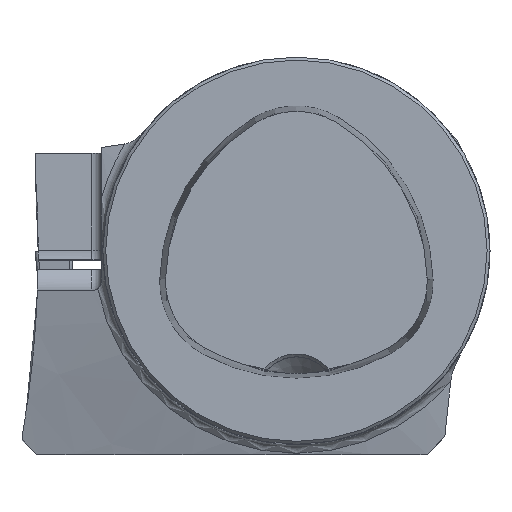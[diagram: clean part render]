
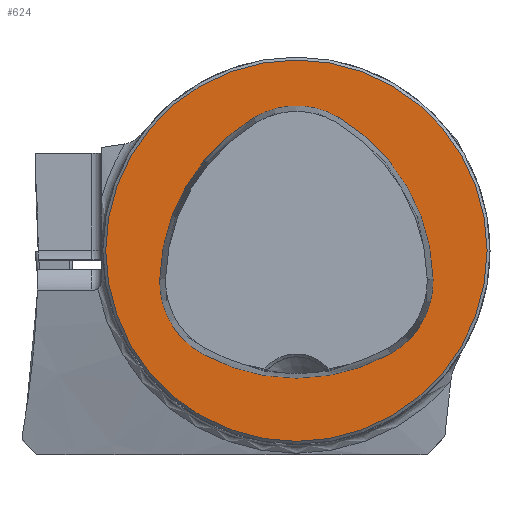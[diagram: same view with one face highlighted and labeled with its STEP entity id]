
A CAD part, top view. The second image highlights one B-rep face of the part: STEP entity #624.
In plain terms, the highlighted planar face has unit normal (0, 0, 1).
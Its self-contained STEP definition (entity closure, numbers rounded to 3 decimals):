
#110=FACE_BOUND('',#867,.T.);
#111=FACE_BOUND('',#868,.T.);
#138=PLANE('',#2355);
#624=ADVANCED_FACE('CU_FL_N1_SU_1',(#110,#111),#138,.T.);
#867=EDGE_LOOP('',(#1236,#1237,#1238,#1239,#1240,#1241));
#868=EDGE_LOOP('',(#1242));
#973=CIRCLE('',#2346,20.063);
#975=CIRCLE('',#2349,20.063);
#976=CIRCLE('',#2350,8.563);
#977=CIRCLE('',#2351,20.063);
#978=CIRCLE('',#2352,8.563);
#979=CIRCLE('',#2353,8.563);
#980=CIRCLE('',#2354,19.7);
#1236=ORIENTED_EDGE('',*,*,#2011,.F.);
#1237=ORIENTED_EDGE('',*,*,#2012,.F.);
#1238=ORIENTED_EDGE('',*,*,#2013,.F.);
#1239=ORIENTED_EDGE('',*,*,#2014,.F.);
#1240=ORIENTED_EDGE('',*,*,#2008,.F.);
#1241=ORIENTED_EDGE('',*,*,#2015,.F.);
#1242=ORIENTED_EDGE('',*,*,#2016,.T.);
#1765=VERTEX_POINT('',#3881);
#1766=VERTEX_POINT('',#3883);
#1768=VERTEX_POINT('',#3889);
#1769=VERTEX_POINT('',#3890);
#1770=VERTEX_POINT('',#3892);
#1771=VERTEX_POINT('',#3894);
#1772=VERTEX_POINT('',#3898);
#2008=EDGE_CURVE('',#1765,#1766,#973,.T.);
#2011=EDGE_CURVE('',#1768,#1769,#975,.T.);
#2012=EDGE_CURVE('',#1770,#1768,#976,.T.);
#2013=EDGE_CURVE('',#1771,#1770,#977,.T.);
#2014=EDGE_CURVE('',#1766,#1771,#978,.T.);
#2015=EDGE_CURVE('',#1769,#1765,#979,.T.);
#2016=EDGE_CURVE('',#1772,#1772,#980,.T.);
#2346=AXIS2_PLACEMENT_3D('',#3882,#2698,#2699);
#2349=AXIS2_PLACEMENT_3D('',#3888,#2705,#2706);
#2350=AXIS2_PLACEMENT_3D('',#3891,#2707,#2708);
#2351=AXIS2_PLACEMENT_3D('',#3893,#2709,#2710);
#2352=AXIS2_PLACEMENT_3D('',#3895,#2711,#2712);
#2353=AXIS2_PLACEMENT_3D('',#3896,#2713,#2714);
#2354=AXIS2_PLACEMENT_3D('',#3897,#2715,#2716);
#2355=AXIS2_PLACEMENT_3D('',#3899,#2717,#2718);
#2698=DIRECTION('',(0.,0.,1.));
#2699=DIRECTION('',(1.,0.,0.));
#2705=DIRECTION('',(0.,0.,1.));
#2706=DIRECTION('',(1.,0.,0.));
#2707=DIRECTION('',(0.,0.,1.));
#2708=DIRECTION('',(1.,0.,0.));
#2709=DIRECTION('',(0.,0.,1.));
#2710=DIRECTION('',(1.,0.,0.));
#2711=DIRECTION('',(0.,0.,1.));
#2712=DIRECTION('',(1.,0.,0.));
#2713=DIRECTION('',(0.,0.,1.));
#2714=DIRECTION('',(1.,0.,0.));
#2715=DIRECTION('',(0.,0.,1.));
#2716=DIRECTION('',(1.,0.,0.));
#2717=DIRECTION('',(0.,0.,1.));
#2718=DIRECTION('',(1.,0.,0.));
#3881=CARTESIAN_POINT('',(-9.704,-10.66,0.));
#3882=CARTESIAN_POINT('',(0.,6.9,0.));
#3883=CARTESIAN_POINT('',(9.704,-10.66,0.));
#3888=CARTESIAN_POINT('',(5.934,-3.451,0.));
#3889=CARTESIAN_POINT('',(-4.418,13.735,0.));
#3890=CARTESIAN_POINT('',(-14.123,-2.953,0.));
#3891=CARTESIAN_POINT('',(0.,6.4,0.));
#3892=CARTESIAN_POINT('',(4.418,13.735,0.));
#3893=CARTESIAN_POINT('',(-5.934,-3.451,0.));
#3894=CARTESIAN_POINT('',(14.123,-2.953,0.));
#3895=CARTESIAN_POINT('',(5.562,-3.165,0.));
#3896=CARTESIAN_POINT('',(-5.562,-3.165,0.));
#3897=CARTESIAN_POINT('',(0.,0.,0.));
#3898=CARTESIAN_POINT('',(19.7,0.,0.));
#3899=CARTESIAN_POINT('',(0.,0.,0.));
